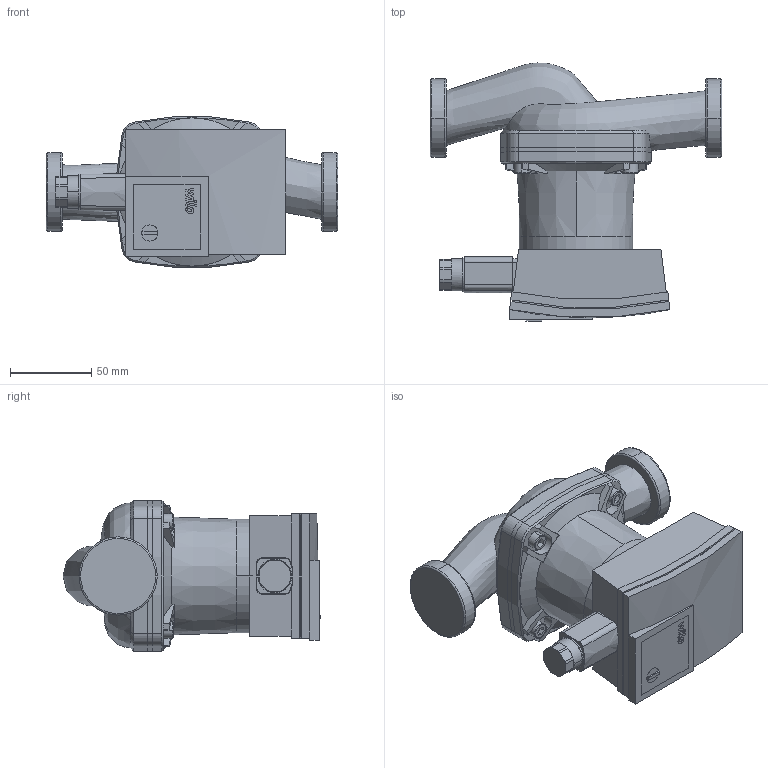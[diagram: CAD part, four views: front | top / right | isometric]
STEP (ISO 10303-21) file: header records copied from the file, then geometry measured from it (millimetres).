
FILE_DESCRIPTION((''),'2;1');
FILE_NAME('3d_Yonos-PICO-25_1-6-(ROW)-4164014.stp','2016-04-29T07:45:49',(''),(''),'Mechanical Desktop 2009','Mechanical Desktop 2009',', , ');
FILE_SCHEMA(('CONFIG_CONTROL_DESIGN'));
Length unit declared in the file: millimetre
Products named in the file (1): Product
Bounding box: 180 x 159.2 x 92.7 mm (x, y, z)
Volume: 956183.2 mm3; surface area: 131533.2 mm2
Topology: 11 solids, 11 shells, 322 faces, 872 edges, 585 vertices
Faces by surface type: plane 148, bspline 62, cylinder 60, cone 36, torus 16
Entity records: 14701 total; most frequent: CARTESIAN_POINT 6658, ORIENTED_EDGE 1744, DIRECTION 1543, EDGE_CURVE 872, VERTEX_POINT 585, AXIS2_PLACEMENT_3D 526, VECTOR 491, LINE 491
